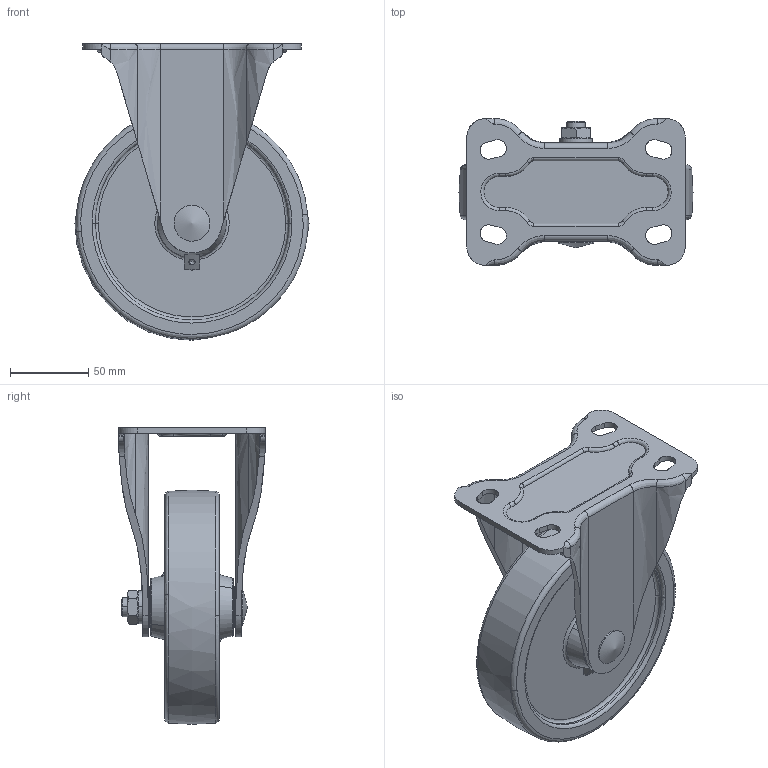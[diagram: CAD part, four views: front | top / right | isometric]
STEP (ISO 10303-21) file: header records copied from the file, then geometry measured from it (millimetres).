
FILE_DESCRIPTION((''),'2;1');
FILE_NAME('','2008-05-01T20:46:21',(''),(''),'','CADfix','');
FILE_SCHEMA(('AUTOMOTIVE_DESIGN { 1 0 10303 214 1 1 1 1 }'));
Length unit declared in the file: millimetre
Bounding box: 150 x 94 x 190 mm (x, y, z)
Volume: 623698.2 mm3; surface area: 124463.1 mm2
Topology: 3 solids, 3 shells, 214 faces, 648 edges, 446 vertices
Faces by surface type: bspline 214
Entity records: 9635 total; most frequent: CARTESIAN_POINT 6149, ORIENTED_EDGE 1280, EDGE_CURVE 640, VERTEX_POINT 446, EDGE_LOOP 242, FACE_OUTER_BOUND 214, ADVANCED_FACE 214, QUASI_UNIFORM_CURVE 192
